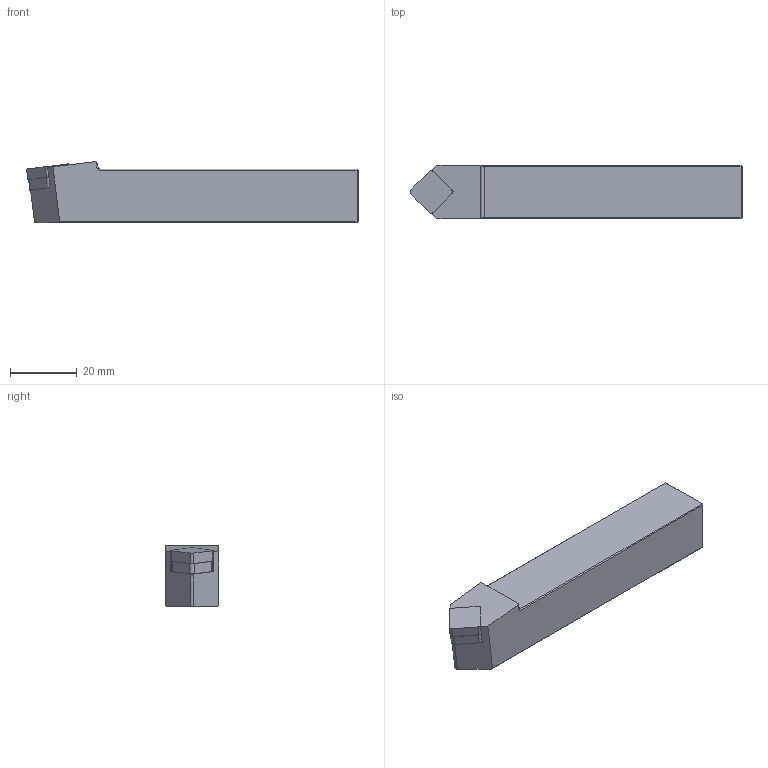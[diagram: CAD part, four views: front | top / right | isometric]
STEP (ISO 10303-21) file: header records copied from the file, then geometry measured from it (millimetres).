
FILE_DESCRIPTION(/* description */ (''),/* implementation_level */ '2;1');
FILE_NAME(/* name */ 'PSDNN 1616 H09.stp',/* time_stamp */ '2023-10-02T09:59:39+03:00',/* author */ (''),/* organization */ (''),/* preprocessor_version */ 'ST-DEVELOPER v19.4',/* originating_system */ 'SIEMENS PLM Software NX2306.3001',/* authorisation */ '');
FILE_SCHEMA (('AUTOMOTIVE_DESIGN { 1 0 10303 214 3 1 1 1 }'));
Length unit declared in the file: millimetre
Products named in the file (1): PSDNN 1616 H09
Bounding box: 99.67 x 16 x 18.35 mm (x, y, z)
Volume: 24600 mm3; surface area: 6869.2 mm2
Topology: 2 solids, 2 shells, 50 faces, 120 edges, 74 vertices
Faces by surface type: plane 38, cylinder 10, cone 2
Entity records: 1524 total; most frequent: DIRECTION 246, CARTESIAN_POINT 245, ORIENTED_EDGE 240, EDGE_CURVE 120, LINE 96, VECTOR 96, AXIS2_PLACEMENT_3D 75, VERTEX_POINT 74
